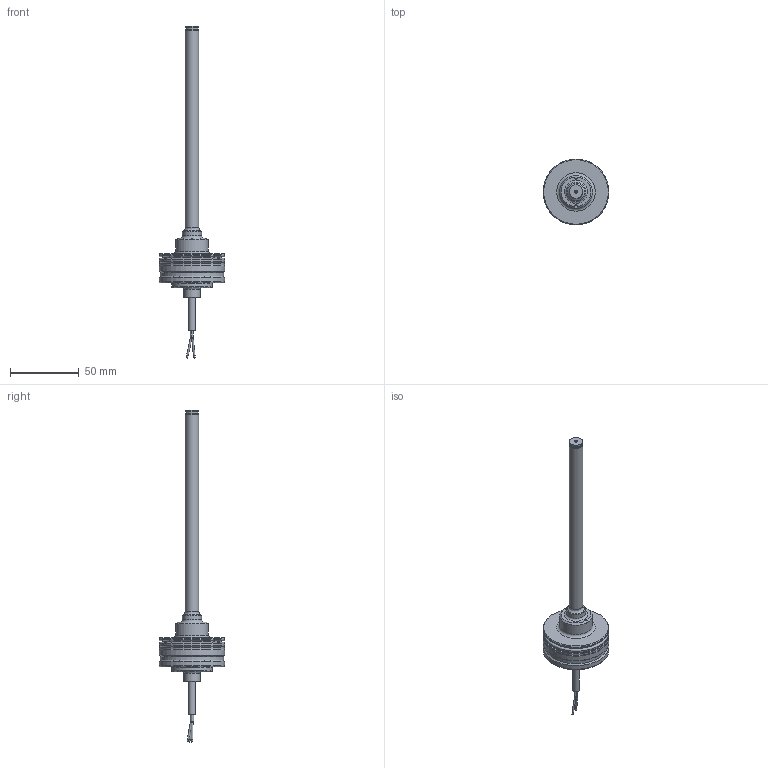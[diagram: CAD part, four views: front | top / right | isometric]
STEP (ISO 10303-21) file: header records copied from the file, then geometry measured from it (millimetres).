
FILE_DESCRIPTION (( 'STEP AP214' ), '1' );
FILE_NAME ('TM1-0100-305-___-2__.STEP', '2019-06-28T09:13:13', ( '' ), ( '' ), 'SwSTEP 2.0', 'SolidWorks 2017', '' );
FILE_SCHEMA (( 'AUTOMOTIVE_DESIGN' ));
Length unit declared in the file: millimetre
Products named in the file (1): TM1-0100-305-___-2__
Bounding box: 48 x 48 x 241.89 mm (x, y, z)
Surface area: 17805.4 mm2 (no closed solid volume)
Topology: 0 solids, 18 shells, 106 faces, 232 edges, 150 vertices
Faces by surface type: plane 40, cylinder 36, torus 18, cone 11, bspline 1
Full cylindrical faces by diameter (mm): 0.9 x3, 1.2 x6, 5 x1, 7 x1, 8.5 x1, 9 x1, 9.8 x2, 10 x1, 12 x1, 14 x1, 24 x1, 29.8 x1, 38 x1, 41.5 x1, 42.5 x1, 42.6 x1, 46 x1, 47.8 x1, 48 x4
Entity records: 3754 total; most frequent: DIRECTION 481, CARTESIAN_POINT 470, ORIENTED_EDGE 286, AXIS2_PLACEMENT_3D 217, EDGE_LOOP 180, EDGE_CURVE 165, FACE_OUTER_BOUND 154, VERTEX_POINT 142
